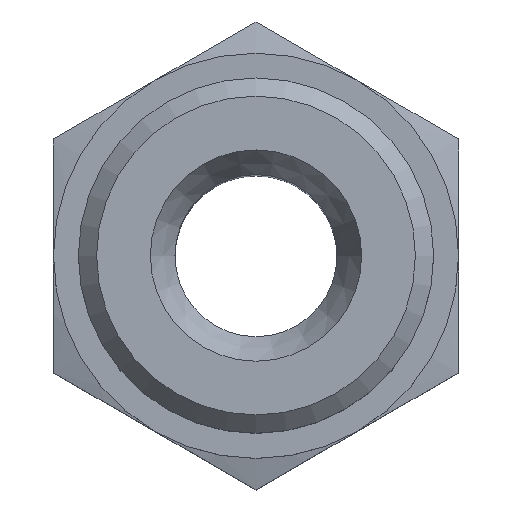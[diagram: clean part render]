
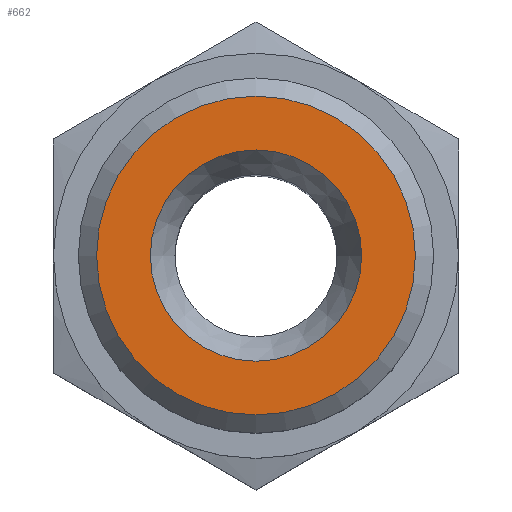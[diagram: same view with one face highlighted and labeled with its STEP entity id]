
A CAD part, top view. The second image highlights one B-rep face of the part: STEP entity #662.
In plain terms, the highlighted planar face has unit normal (0, 0, 1).
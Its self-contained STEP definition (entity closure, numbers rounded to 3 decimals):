
#38=PLANE('',#712);
#62=CIRCLE('',#713,7.475);
#63=CIRCLE('',#714,4.955);
#112=ORIENTED_EDGE('',*,*,#224,.F.);
#113=ORIENTED_EDGE('',*,*,#225,.T.);
#224=EDGE_CURVE('',#268,#268,#62,.T.);
#225=EDGE_CURVE('',#269,#269,#63,.T.);
#268=VERTEX_POINT('',#1020);
#269=VERTEX_POINT('',#1022);
#318=EDGE_LOOP('',(#112));
#319=EDGE_LOOP('',(#113));
#366=FACE_BOUND('',#318,.T.);
#367=FACE_BOUND('',#319,.T.);
#662=ADVANCED_FACE('',(#366,#367),#38,.F.);
#712=AXIS2_PLACEMENT_3D('',#1018,#797,#798);
#713=AXIS2_PLACEMENT_3D('',#1019,#799,#800);
#714=AXIS2_PLACEMENT_3D('',#1021,#801,#802);
#797=DIRECTION('',(0.,0.,-1.));
#798=DIRECTION('',(-1.,0.,0.));
#799=DIRECTION('',(0.,0.,-1.));
#800=DIRECTION('',(-1.,0.,0.));
#801=DIRECTION('',(0.,0.,-1.));
#802=DIRECTION('',(-1.,0.,0.));
#1018=CARTESIAN_POINT('',(0.,0.,0.));
#1019=CARTESIAN_POINT('',(0.,0.,0.));
#1020=CARTESIAN_POINT('',(-7.475,0.,0.));
#1021=CARTESIAN_POINT('',(0.,0.,0.));
#1022=CARTESIAN_POINT('',(-4.955,0.,0.));
